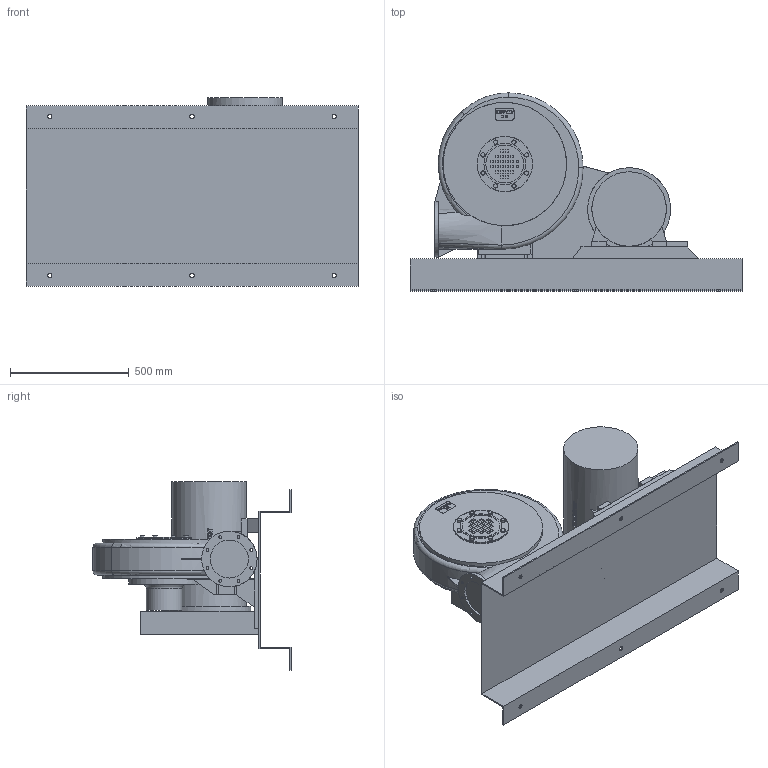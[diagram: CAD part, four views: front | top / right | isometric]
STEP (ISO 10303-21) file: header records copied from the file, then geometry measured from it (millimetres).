
FILE_DESCRIPTION((''),'2;1');
FILE_NAME('AttTemp.stp','2011-01-05T14:46:51',('fiedler'),(''),'Autodesk Inventor 2009','Autodesk Inventor 2009','');
FILE_SCHEMA(('AUTOMOTIVE_DESIGN { 1 0 10303 214 1 1 1 1 }'));
Length unit declared in the file: millimetre
Products named in the file (1): 01-TB-10218
Bounding box: 1400 x 835 x 794 mm (x, y, z)
Volume: 141055642.8 mm3; surface area: 5835557.9 mm2
Topology: 10 solids, 10 shells, 741 faces, 1969 edges, 1307 vertices
Faces by surface type: plane 448, bspline 236, cylinder 49, torus 8
Full cylindrical faces by diameter (mm): 13.5 x2, 17.8 x8, 18 x3, 150 x1, 160 x3, 176 x1, 195 x1, 233 x1, 234 x1, 300 x1, 314 x1, 350 x1, 520 x2
Entity records: 26073 total; most frequent: CARTESIAN_POINT 8222, ORIENTED_EDGE 3752, DIRECTION 2796, EDGE_CURVE 1876, VECTOR 1354, LINE 1354, VERTEX_POINT 1270, EDGE_LOOP 938
